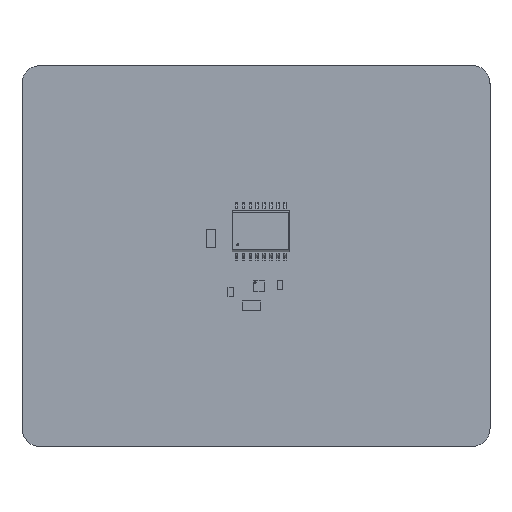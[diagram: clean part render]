
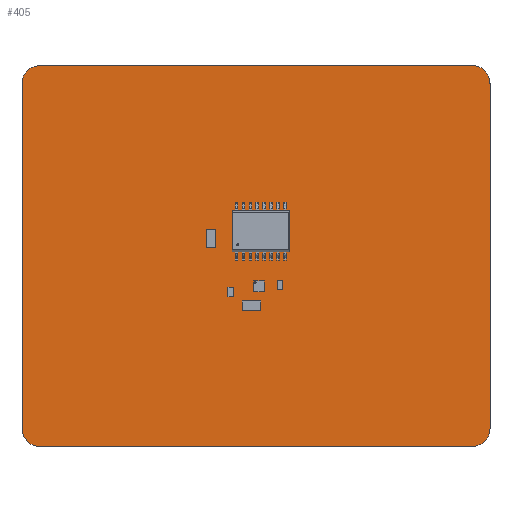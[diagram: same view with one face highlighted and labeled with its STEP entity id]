
A CAD part, top view. The second image highlights one B-rep face of the part: STEP entity #405.
In plain terms, the highlighted planar face has unit normal (0, 0, 1).
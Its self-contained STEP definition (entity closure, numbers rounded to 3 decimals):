
#76 = VERTEX_POINT('',#77);
#77 = CARTESIAN_POINT('',(-86.118,-66.483,1.56));
#83 = EDGE_CURVE('',#76,#84,#86,.T.);
#84 = VERTEX_POINT('',#85);
#85 = CARTESIAN_POINT('',(-82.856,-69.824,1.56));
#86 = CIRCLE('',#87,3.302);
#87 = AXIS2_PLACEMENT_3D('',#88,#89,#90);
#88 = CARTESIAN_POINT('',(-82.816,-66.522,1.56));
#89 = DIRECTION('',(0.,0.,1.));
#90 = DIRECTION('',(-1.,0.012,0.));
#116 = EDGE_CURVE('',#84,#117,#119,.T.);
#117 = VERTEX_POINT('',#118);
#118 = CARTESIAN_POINT('',(-3.354,-69.824,1.56));
#119 = LINE('',#120,#121);
#120 = CARTESIAN_POINT('',(-82.856,-69.824,1.56));
#121 = VECTOR('',#122,1.);
#122 = DIRECTION('',(1.,0.,0.));
#147 = EDGE_CURVE('',#117,#148,#150,.T.);
#148 = VERTEX_POINT('',#149);
#149 = CARTESIAN_POINT('',(-0.012,-66.562,1.56)
  );
#150 = CIRCLE('',#151,3.303);
#151 = AXIS2_PLACEMENT_3D('',#152,#153,#154);
#152 = CARTESIAN_POINT('',(-3.315,-66.521,1.56));
#153 = DIRECTION('',(0.,0.,1.));
#154 = DIRECTION('',(-0.012,-1.,0.));
#180 = EDGE_CURVE('',#148,#181,#183,.T.);
#181 = VERTEX_POINT('',#182);
#182 = CARTESIAN_POINT('',(-0.012,-3.062,1.56)
  );
#183 = LINE('',#184,#185);
#184 = CARTESIAN_POINT('',(-0.012,-66.562,1.56)
  );
#185 = VECTOR('',#186,1.);
#186 = DIRECTION('',(0.,1.,0.));
#211 = EDGE_CURVE('',#181,#212,#214,.T.);
#212 = VERTEX_POINT('',#213);
#213 = CARTESIAN_POINT('',(-0.038,-3.037,1.56)
  );
#214 = LINE('',#215,#216);
#215 = CARTESIAN_POINT('',(-0.012,-3.062,1.56)
  );
#216 = VECTOR('',#217,1.);
#217 = DIRECTION('',(-0.721,0.693,0.));
#242 = EDGE_CURVE('',#212,#243,#245,.T.);
#243 = VERTEX_POINT('',#244);
#244 = CARTESIAN_POINT('',(-3.3,0.305,1.56));
#245 = CIRCLE('',#246,3.303);
#246 = AXIS2_PLACEMENT_3D('',#247,#248,#249);
#247 = CARTESIAN_POINT('',(-3.341,-2.998,1.56));
#248 = DIRECTION('',(0.,0.,1.));
#249 = DIRECTION('',(1.,-0.012,0.));
#275 = EDGE_CURVE('',#243,#276,#278,.T.);
#276 = VERTEX_POINT('',#277);
#277 = CARTESIAN_POINT('',(-3.274,0.279,1.56));
#278 = LINE('',#279,#280);
#279 = CARTESIAN_POINT('',(-3.3,0.305,1.56));
#280 = VECTOR('',#281,1.);
#281 = DIRECTION('',(0.707,-0.707,0.));
#306 = EDGE_CURVE('',#276,#307,#309,.T.);
#307 = VERTEX_POINT('',#308);
#308 = CARTESIAN_POINT('',(-82.776,0.279,1.56));
#309 = LINE('',#310,#311);
#310 = CARTESIAN_POINT('',(-3.274,0.279,1.56));
#311 = VECTOR('',#312,1.);
#312 = DIRECTION('',(-1.,0.,0.));
#337 = EDGE_CURVE('',#307,#338,#340,.T.);
#338 = VERTEX_POINT('',#339);
#339 = CARTESIAN_POINT('',(-86.118,-2.983,1.56));
#340 = CIRCLE('',#341,3.302);
#341 = AXIS2_PLACEMENT_3D('',#342,#343,#344);
#342 = CARTESIAN_POINT('',(-82.816,-3.023,1.56));
#343 = DIRECTION('',(0.,0.,1.));
#344 = DIRECTION('',(0.012,1.,0.));
#370 = EDGE_CURVE('',#338,#76,#371,.T.);
#371 = LINE('',#372,#373);
#372 = CARTESIAN_POINT('',(-86.118,-2.983,1.56));
#373 = VECTOR('',#374,1.);
#374 = DIRECTION('',(0.,-1.,0.));
#405 = ADVANCED_FACE('',(#406),#418,.F.);
#406 = FACE_BOUND('',#407,.T.);
#407 = EDGE_LOOP('',(#408,#409,#410,#411,#412,#413,#414,#415,#416,#417)
  );
#408 = ORIENTED_EDGE('',*,*,#83,.T.);
#409 = ORIENTED_EDGE('',*,*,#116,.T.);
#410 = ORIENTED_EDGE('',*,*,#147,.T.);
#411 = ORIENTED_EDGE('',*,*,#180,.T.);
#412 = ORIENTED_EDGE('',*,*,#211,.T.);
#413 = ORIENTED_EDGE('',*,*,#242,.T.);
#414 = ORIENTED_EDGE('',*,*,#275,.T.);
#415 = ORIENTED_EDGE('',*,*,#306,.T.);
#416 = ORIENTED_EDGE('',*,*,#337,.T.);
#417 = ORIENTED_EDGE('',*,*,#370,.T.);
#418 = PLANE('',#419);
#419 = AXIS2_PLACEMENT_3D('',#420,#421,#422);
#420 = CARTESIAN_POINT('',(-86.118,-66.483,1.56));
#421 = DIRECTION('',(0.,0.,-1.));
#422 = DIRECTION('',(-1.,0.,0.));
